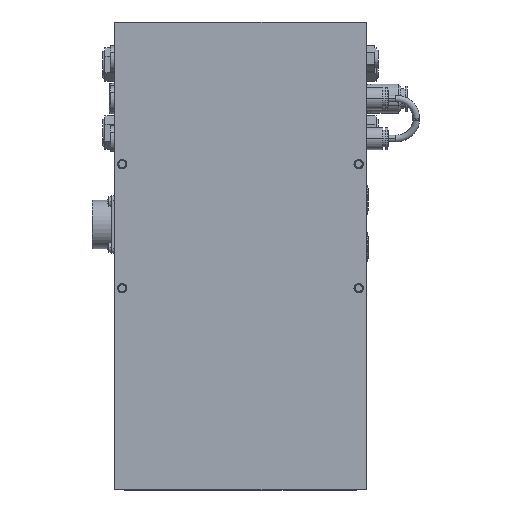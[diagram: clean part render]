
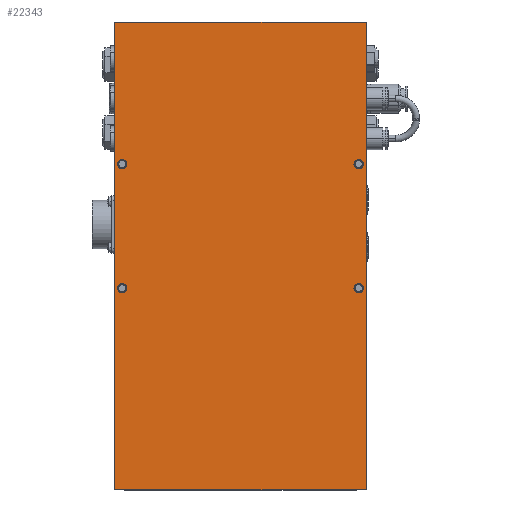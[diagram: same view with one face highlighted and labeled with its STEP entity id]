
A CAD part, top view. The second image highlights one B-rep face of the part: STEP entity #22343.
In plain terms, the highlighted planar face has unit normal (0, 0, 1).
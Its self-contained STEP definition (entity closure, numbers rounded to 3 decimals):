
#259 = EDGE_CURVE ( 'NONE', #26618, #435, #45782, .T. ) ;
#435 = VERTEX_POINT ( 'NONE', #10684 ) ;
#1055 = EDGE_CURVE ( 'NONE', #28786, #18867, #40039, .T. ) ;
#1408 = DIRECTION ( 'NONE',  ( 0., 0., 1. ) ) ;
#1712 = FACE_BOUND ( 'NONE', #71489, .T. ) ;
#2499 = CARTESIAN_POINT ( 'NONE',  ( 74., 137.5, 49. ) ) ;
#2630 = ORIENTED_EDGE ( 'NONE', *, *, #259, .T. ) ;
#3226 = AXIS2_PLACEMENT_3D ( 'NONE', #28662, #70219, #34704 ) ;
#3976 = EDGE_CURVE ( 'NONE', #13522, #21144, #47778, .T. ) ;
#4060 = AXIS2_PLACEMENT_3D ( 'NONE', #44034, #8186, #50097 ) ;
#4129 = CARTESIAN_POINT ( 'NONE',  ( -69.5, 54., 49. ) ) ;
#4750 = AXIS2_PLACEMENT_3D ( 'NONE', #60101, #24280, #65916 ) ;
#4837 = DIRECTION ( 'NONE',  ( 1., 0., 0. ) ) ;
#5570 = DIRECTION ( 'NONE',  ( 0., 0., 1. ) ) ;
#6267 = EDGE_LOOP ( 'NONE', ( #37628, #39247, #14750, #46480 ) ) ;
#7768 = LINE ( 'NONE', #56055, #21796 ) ;
#8186 = DIRECTION ( 'NONE',  ( 0., 0., -1. ) ) ;
#9409 = VERTEX_POINT ( 'NONE', #54149 ) ;
#10176 = DIRECTION ( 'NONE',  ( 1., 0., 0. ) ) ;
#10684 = CARTESIAN_POINT ( 'NONE',  ( -72.25, 54., 49. ) ) ;
#11335 = PLANE ( 'NONE',  #12805 ) ;
#11652 = AXIS2_PLACEMENT_3D ( 'NONE', #4129, #46031, #10176 ) ;
#11811 = AXIS2_PLACEMENT_3D ( 'NONE', #26318, #67895, #32333 ) ;
#12805 = AXIS2_PLACEMENT_3D ( 'NONE', #41422, #5570, #47466 ) ;
#13088 = CARTESIAN_POINT ( 'NONE',  ( 66.75, 54., 49. ) ) ;
#13522 = VERTEX_POINT ( 'NONE', #15599 ) ;
#14750 = ORIENTED_EDGE ( 'NONE', *, *, #20444, .T. ) ;
#15350 = VERTEX_POINT ( 'NONE', #32251 ) ;
#15599 = CARTESIAN_POINT ( 'NONE',  ( 72.25, 54., 49. ) ) ;
#16816 = VECTOR ( 'NONE', #60727, 1000. ) ;
#18503 = ORIENTED_EDGE ( 'NONE', *, *, #3976, .F. ) ;
#18867 = VERTEX_POINT ( 'NONE', #58008 ) ;
#18925 = CARTESIAN_POINT ( 'NONE',  ( -74., 137.5, 49. ) ) ;
#20444 = EDGE_CURVE ( 'NONE', #18867, #33703, #58704, .T. ) ;
#21144 = VERTEX_POINT ( 'NONE', #13088 ) ;
#21796 = VECTOR ( 'NONE', #31939, 1000. ) ;
#22343 = ADVANCED_FACE ( 'NONE', ( #63420, #1712, #33600, #47693, #31690 ), #11335, .T. ) ;
#23019 = EDGE_CURVE ( 'NONE', #21144, #13522, #61510, .T. ) ;
#24280 = DIRECTION ( 'NONE',  ( 0., 0., 1. ) ) ;
#24611 = CARTESIAN_POINT ( 'NONE',  ( -69.5, 54., 49. ) ) ;
#25829 = ORIENTED_EDGE ( 'NONE', *, *, #63927, .F. ) ;
#26318 = CARTESIAN_POINT ( 'NONE',  ( 69.5, 54., 49. ) ) ;
#26618 = VERTEX_POINT ( 'NONE', #30165 ) ;
#27468 = EDGE_CURVE ( 'NONE', #68138, #15350, #41604, .T. ) ;
#28662 = CARTESIAN_POINT ( 'NONE',  ( -69.5, -19., 49. ) ) ;
#28786 = VERTEX_POINT ( 'NONE', #63494 ) ;
#30064 = DIRECTION ( 'NONE',  ( 0., 0., 1. ) ) ;
#30165 = CARTESIAN_POINT ( 'NONE',  ( -66.75, 54., 49. ) ) ;
#30756 = CARTESIAN_POINT ( 'NONE',  ( 74., 137.5, 49. ) ) ;
#31690 = FACE_BOUND ( 'NONE', #53356, .T. ) ;
#31939 = DIRECTION ( 'NONE',  ( -1., 0., 0. ) ) ;
#32251 = CARTESIAN_POINT ( 'NONE',  ( 66.75, -19., 49. ) ) ;
#32333 = DIRECTION ( 'NONE',  ( 1., 0., 0. ) ) ;
#32722 = LINE ( 'NONE', #18925, #16816 ) ;
#33600 = FACE_BOUND ( 'NONE', #35795, .T. ) ;
#33703 = VERTEX_POINT ( 'NONE', #30756 ) ;
#34704 = DIRECTION ( 'NONE',  ( 1., 0., 0. ) ) ;
#35795 = EDGE_LOOP ( 'NONE', ( #25829, #73934 ) ) ;
#36025 = VERTEX_POINT ( 'NONE', #71133 ) ;
#36979 = EDGE_CURVE ( 'NONE', #36025, #28786, #32722, .T. ) ;
#37259 = CARTESIAN_POINT ( 'NONE',  ( 69.5, -19., 49. ) ) ;
#37628 = ORIENTED_EDGE ( 'NONE', *, *, #36979, .T. ) ;
#37682 = DIRECTION ( 'NONE',  ( 0., 0., -1. ) ) ;
#39247 = ORIENTED_EDGE ( 'NONE', *, *, #1055, .T. ) ;
#40039 = LINE ( 'NONE', #58460, #41936 ) ;
#41389 = EDGE_CURVE ( 'NONE', #33703, #36025, #7768, .T. ) ;
#41422 = CARTESIAN_POINT ( 'NONE',  ( -74., -137.5, 49. ) ) ;
#41604 = CIRCLE ( 'NONE', #50578, 2.75 ) ;
#41936 = VECTOR ( 'NONE', #4837, 1000. ) ;
#43316 = DIRECTION ( 'NONE',  ( 1., 0., 0. ) ) ;
#44034 = CARTESIAN_POINT ( 'NONE',  ( -69.5, -19., 49. ) ) ;
#44153 = ORIENTED_EDGE ( 'NONE', *, *, #23019, .F. ) ;
#44977 = CARTESIAN_POINT ( 'NONE',  ( -72.25, -19., 49. ) ) ;
#45782 = CIRCLE ( 'NONE', #74179, 2.75 ) ;
#46031 = DIRECTION ( 'NONE',  ( 0., 0., -1. ) ) ;
#46480 = ORIENTED_EDGE ( 'NONE', *, *, #41389, .T. ) ;
#46583 = ORIENTED_EDGE ( 'NONE', *, *, #47471, .T. ) ;
#47466 = DIRECTION ( 'NONE',  ( 1., 0., 0. ) ) ;
#47471 = EDGE_CURVE ( 'NONE', #435, #26618, #55935, .T. ) ;
#47662 = CIRCLE ( 'NONE', #4750, 2.75 ) ;
#47693 = FACE_OUTER_BOUND ( 'NONE', #6267, .T. ) ;
#47778 = CIRCLE ( 'NONE', #63231, 2.75 ) ;
#50097 = DIRECTION ( 'NONE',  ( 1., 0., 0. ) ) ;
#50578 = AXIS2_PLACEMENT_3D ( 'NONE', #37259, #1408, #43316 ) ;
#53356 = EDGE_LOOP ( 'NONE', ( #46583, #2630 ) ) ;
#54149 = CARTESIAN_POINT ( 'NONE',  ( -66.75, -19., 49. ) ) ;
#55935 = CIRCLE ( 'NONE', #11652, 2.75 ) ;
#56055 = CARTESIAN_POINT ( 'NONE',  ( -74., 137.5, 49. ) ) ;
#58008 = CARTESIAN_POINT ( 'NONE',  ( 74., -137.5, 49. ) ) ;
#58211 = EDGE_CURVE ( 'NONE', #9409, #73115, #70186, .T. ) ;
#58460 = CARTESIAN_POINT ( 'NONE',  ( -74., -137.5, 49. ) ) ;
#58704 = LINE ( 'NONE', #2499, #72367 ) ;
#60101 = CARTESIAN_POINT ( 'NONE',  ( 69.5, -19., 49. ) ) ;
#60727 = DIRECTION ( 'NONE',  ( 0., -1., 0. ) ) ;
#61510 = CIRCLE ( 'NONE', #11811, 2.75 ) ;
#63231 = AXIS2_PLACEMENT_3D ( 'NONE', #65712, #30064, #71572 ) ;
#63420 = FACE_BOUND ( 'NONE', #72433, .T. ) ;
#63494 = CARTESIAN_POINT ( 'NONE',  ( -74., -137.5, 49. ) ) ;
#63927 = EDGE_CURVE ( 'NONE', #15350, #68138, #47662, .T. ) ;
#64181 = ORIENTED_EDGE ( 'NONE', *, *, #64362, .T. ) ;
#64285 = CIRCLE ( 'NONE', #3226, 2.75 ) ;
#64362 = EDGE_CURVE ( 'NONE', #73115, #9409, #64285, .T. ) ;
#65712 = CARTESIAN_POINT ( 'NONE',  ( 69.5, 54., 49. ) ) ;
#65916 = DIRECTION ( 'NONE',  ( 1., 0., 0. ) ) ;
#67895 = DIRECTION ( 'NONE',  ( 0., 0., 1. ) ) ;
#68138 = VERTEX_POINT ( 'NONE', #70806 ) ;
#68811 = ORIENTED_EDGE ( 'NONE', *, *, #58211, .T. ) ;
#70186 = CIRCLE ( 'NONE', #4060, 2.75 ) ;
#70219 = DIRECTION ( 'NONE',  ( 0., 0., -1. ) ) ;
#70806 = CARTESIAN_POINT ( 'NONE',  ( 72.25, -19., 49. ) ) ;
#71133 = CARTESIAN_POINT ( 'NONE',  ( -74., 137.5, 49. ) ) ;
#71489 = EDGE_LOOP ( 'NONE', ( #44153, #18503 ) ) ;
#71572 = DIRECTION ( 'NONE',  ( 1., 0., 0. ) ) ;
#72367 = VECTOR ( 'NONE', #73846, 1000. ) ;
#72433 = EDGE_LOOP ( 'NONE', ( #64181, #68811 ) ) ;
#73115 = VERTEX_POINT ( 'NONE', #44977 ) ;
#73846 = DIRECTION ( 'NONE',  ( 0., 1., 0. ) ) ;
#73934 = ORIENTED_EDGE ( 'NONE', *, *, #27468, .F. ) ;
#74179 = AXIS2_PLACEMENT_3D ( 'NONE', #24611, #37682, #76612 ) ;
#76612 = DIRECTION ( 'NONE',  ( 1., 0., 0. ) ) ;
